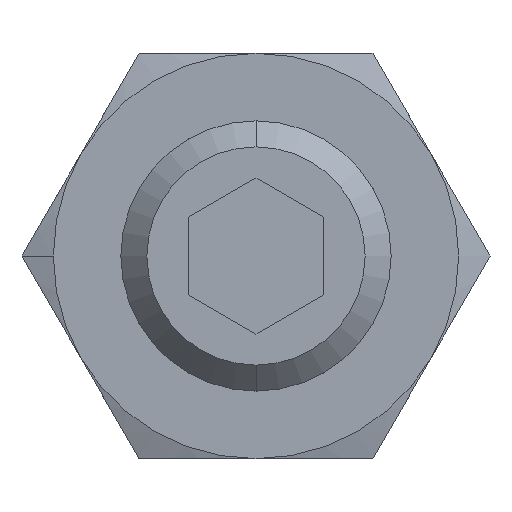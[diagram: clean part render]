
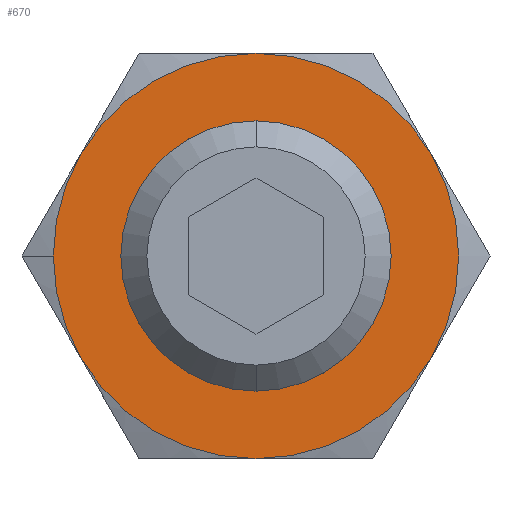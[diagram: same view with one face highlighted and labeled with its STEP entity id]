
A CAD part, front view. The second image highlights one B-rep face of the part: STEP entity #670.
In plain terms, the highlighted planar face has unit normal (0, -1, 0).
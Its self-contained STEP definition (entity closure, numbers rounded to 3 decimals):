
#6 = CARTESIAN_POINT ( 'NONE',  ( 0., -5.75, 0. ) ) ;
#38 = DIRECTION ( 'NONE',  ( -1., 0., 0. ) ) ;
#44 = DIRECTION ( 'NONE',  ( 0., 1., 0. ) ) ;
#51 = CARTESIAN_POINT ( 'NONE',  ( 0., -5.75, 0. ) ) ;
#63 = AXIS2_PLACEMENT_3D ( 'NONE', #640, #186, #320 ) ;
#81 = AXIS2_PLACEMENT_3D ( 'NONE', #6, #341, #218 ) ;
#89 = AXIS2_PLACEMENT_3D ( 'NONE', #51, #44, #38 ) ;
#90 = DIRECTION ( 'NONE',  ( 0., 0., -1. ) ) ;
#93 = DIRECTION ( 'NONE',  ( 0., 1., 0. ) ) ;
#95 = CARTESIAN_POINT ( 'NONE',  ( 0., -5.75, 0. ) ) ;
#125 = AXIS2_PLACEMENT_3D ( 'NONE', #95, #93, #90 ) ;
#159 = EDGE_CURVE ( 'NONE', #832, #965, #215, .T. ) ;
#171 = AXIS2_PLACEMENT_3D ( 'NONE', #192, #188, #176 ) ;
#176 = DIRECTION ( 'NONE',  ( 0., 0., -1. ) ) ;
#186 = DIRECTION ( 'NONE',  ( 0., -1., 0. ) ) ;
#188 = DIRECTION ( 'NONE',  ( 0., 1., 0. ) ) ;
#190 = AXIS2_PLACEMENT_3D ( 'NONE', #297, #283, #264 ) ;
#192 = CARTESIAN_POINT ( 'NONE',  ( 0., -5.75, 0. ) ) ;
#193 = AXIS2_PLACEMENT_3D ( 'NONE', #765, #713, #685 ) ;
#210 = EDGE_LOOP ( 'NONE', ( #377, #1016, #782, #933, #345, #426, #938 ) ) ;
#211 = VERTEX_POINT ( 'NONE', #1163 ) ;
#215 = CIRCLE ( 'NONE', #814, 4. ) ;
#218 = DIRECTION ( 'NONE',  ( 0., 0., -1. ) ) ;
#223 = FACE_OUTER_BOUND ( 'NONE', #210, .T. ) ;
#229 = AXIS2_PLACEMENT_3D ( 'NONE', #347, #338, #332 ) ;
#264 = DIRECTION ( 'NONE',  ( 0., 0., -1. ) ) ;
#275 = AXIS2_PLACEMENT_3D ( 'NONE', #1073, #1071, #1067 ) ;
#283 = DIRECTION ( 'NONE',  ( 0., 1., 0. ) ) ;
#297 = CARTESIAN_POINT ( 'NONE',  ( 0., -5.75, 0. ) ) ;
#320 = DIRECTION ( 'NONE',  ( 0., 0., -1. ) ) ;
#332 = DIRECTION ( 'NONE',  ( 0., 0., -1. ) ) ;
#338 = DIRECTION ( 'NONE',  ( 0., 1., 0. ) ) ;
#341 = DIRECTION ( 'NONE',  ( 0., 1., 0. ) ) ;
#345 = ORIENTED_EDGE ( 'NONE', *, *, #792, .F. ) ;
#347 = CARTESIAN_POINT ( 'NONE',  ( 0., -5.75, 0. ) ) ;
#377 = ORIENTED_EDGE ( 'NONE', *, *, #750, .F. ) ;
#421 = CARTESIAN_POINT ( 'NONE',  ( 0., -5.75, -4. ) ) ;
#426 = ORIENTED_EDGE ( 'NONE', *, *, #809, .F. ) ;
#491 = CIRCLE ( 'NONE', #229, 6. ) ;
#501 = CIRCLE ( 'NONE', #275, 6. ) ;
#506 = FACE_BOUND ( 'NONE', #860, .T. ) ;
#508 = CARTESIAN_POINT ( 'NONE',  ( -5.196, -5.75, -3. ) ) ;
#519 = CARTESIAN_POINT ( 'NONE',  ( -5.196, -5.75, 3. ) ) ;
#537 = CARTESIAN_POINT ( 'NONE',  ( 5.196, -5.75, -3. ) ) ;
#540 = VERTEX_POINT ( 'NONE', #701 ) ;
#542 = ORIENTED_EDGE ( 'NONE', *, *, #159, .F. ) ;
#543 = VERTEX_POINT ( 'NONE', #508 ) ;
#551 = CIRCLE ( 'NONE', #190, 6. ) ;
#610 = VERTEX_POINT ( 'NONE', #1102 ) ;
#640 = CARTESIAN_POINT ( 'NONE',  ( 0., -5.75, 0. ) ) ;
#670 = ADVANCED_FACE ( 'NONE', ( #223, #506 ), #781, .T. ) ;
#685 = DIRECTION ( 'NONE',  ( 0., 0., -1. ) ) ;
#694 = CIRCLE ( 'NONE', #125, 6. ) ;
#701 = CARTESIAN_POINT ( 'NONE',  ( 0., -5.75, 6. ) ) ;
#713 = DIRECTION ( 'NONE',  ( 0., -1., 0. ) ) ;
#736 = VERTEX_POINT ( 'NONE', #537 ) ;
#740 = VERTEX_POINT ( 'NONE', #519 ) ;
#741 = CARTESIAN_POINT ( 'NONE',  ( 0., -5.75, 4. ) ) ;
#750 = EDGE_CURVE ( 'NONE', #885, #543, #491, .T. ) ;
#758 = EDGE_CURVE ( 'NONE', #736, #885, #551, .T. ) ;
#765 = CARTESIAN_POINT ( 'NONE',  ( 0., -5.75, 0. ) ) ;
#778 = EDGE_CURVE ( 'NONE', #610, #736, #1283, .T. ) ;
#781 = PLANE ( 'NONE',  #193 ) ;
#782 = ORIENTED_EDGE ( 'NONE', *, *, #778, .F. ) ;
#789 = EDGE_CURVE ( 'NONE', #540, #610, #694, .T. ) ;
#792 = EDGE_CURVE ( 'NONE', #740, #540, #1189, .T. ) ;
#809 = EDGE_CURVE ( 'NONE', #211, #740, #943, .T. ) ;
#814 = AXIS2_PLACEMENT_3D ( 'NONE', #1186, #1182, #1173 ) ;
#819 = EDGE_CURVE ( 'NONE', #965, #832, #1160, .T. ) ;
#832 = VERTEX_POINT ( 'NONE', #741 ) ;
#860 = EDGE_LOOP ( 'NONE', ( #1271, #542 ) ) ;
#885 = VERTEX_POINT ( 'NONE', #912 ) ;
#912 = CARTESIAN_POINT ( 'NONE',  ( 0., -5.75, -6. ) ) ;
#933 = ORIENTED_EDGE ( 'NONE', *, *, #789, .F. ) ;
#938 = ORIENTED_EDGE ( 'NONE', *, *, #1149, .F. ) ;
#943 = CIRCLE ( 'NONE', #81, 6. ) ;
#965 = VERTEX_POINT ( 'NONE', #421 ) ;
#1016 = ORIENTED_EDGE ( 'NONE', *, *, #758, .F. ) ;
#1067 = DIRECTION ( 'NONE',  ( 0., 0., -1. ) ) ;
#1071 = DIRECTION ( 'NONE',  ( 0., 1., 0. ) ) ;
#1073 = CARTESIAN_POINT ( 'NONE',  ( 0., -5.75, 0. ) ) ;
#1102 = CARTESIAN_POINT ( 'NONE',  ( 5.196, -5.75, 3. ) ) ;
#1149 = EDGE_CURVE ( 'NONE', #543, #211, #501, .T. ) ;
#1160 = CIRCLE ( 'NONE', #63, 4. ) ;
#1163 = CARTESIAN_POINT ( 'NONE',  ( -6., -5.75, 0. ) ) ;
#1173 = DIRECTION ( 'NONE',  ( 0., 0., -1. ) ) ;
#1182 = DIRECTION ( 'NONE',  ( 0., -1., 0. ) ) ;
#1186 = CARTESIAN_POINT ( 'NONE',  ( 0., -5.75, 0. ) ) ;
#1189 = CIRCLE ( 'NONE', #89, 6. ) ;
#1271 = ORIENTED_EDGE ( 'NONE', *, *, #819, .F. ) ;
#1283 = CIRCLE ( 'NONE', #171, 6. ) ;
